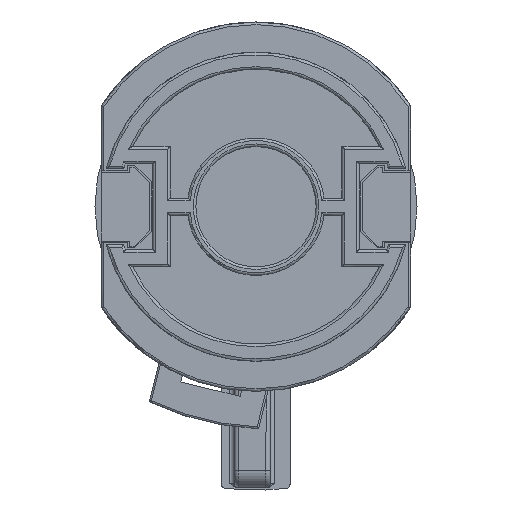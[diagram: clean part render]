
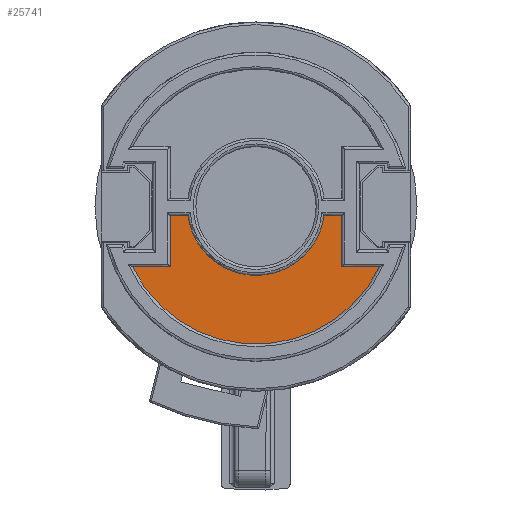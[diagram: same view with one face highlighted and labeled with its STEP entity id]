
A CAD part, front view. The second image highlights one B-rep face of the part: STEP entity #25741.
In plain terms, the highlighted face is planar.
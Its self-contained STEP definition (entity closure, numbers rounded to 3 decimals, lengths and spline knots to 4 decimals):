
#2771=LINE('',#93433,#4438);
#2775=LINE('',#93442,#4442);
#2777=LINE('',#93446,#4444);
#2797=LINE('',#93694,#4464);
#2799=LINE('',#93698,#4466);
#2802=LINE('',#93705,#4469);
#4438=VECTOR('',#34955,0.0812);
#4442=VECTOR('',#34965,0.0812);
#4444=VECTOR('',#34969,0.2362);
#4464=VECTOR('',#35059,0.2362);
#4466=VECTOR('',#35063,0.1727);
#4469=VECTOR('',#35072,0.1727);
#6584=FACE_OUTER_BOUND('',#8087,.T.);
#8087=EDGE_LOOP('',(#22532,#22533,#22534,#22535,#22536,#22537,#22538,#22539));
#9338=CIRCLE('',#28600,0.315);
#9345=CIRCLE('',#28640,0.6299);
#11671=VERTEX_POINT('',#93430);
#11672=VERTEX_POINT('',#93432);
#11673=VERTEX_POINT('',#93436);
#11674=VERTEX_POINT('',#93440);
#11675=VERTEX_POINT('',#93444);
#11692=VERTEX_POINT('',#93693);
#11693=VERTEX_POINT('',#93697);
#11694=VERTEX_POINT('',#93701);
#15288=EDGE_CURVE('',#11672,#11671,#2771,.T.);
#15291=EDGE_CURVE('',#11671,#11673,#9338,.T.);
#15293=EDGE_CURVE('',#11673,#11674,#2775,.T.);
#15295=EDGE_CURVE('',#11674,#11675,#2777,.T.);
#15337=EDGE_CURVE('',#11692,#11672,#2797,.T.);
#15339=EDGE_CURVE('',#11693,#11692,#2799,.T.);
#15341=EDGE_CURVE('',#11694,#11693,#9345,.T.);
#15343=EDGE_CURVE('',#11675,#11694,#2802,.T.);
#22532=ORIENTED_EDGE('',*,*,#15295,.T.);
#22533=ORIENTED_EDGE('',*,*,#15343,.T.);
#22534=ORIENTED_EDGE('',*,*,#15341,.T.);
#22535=ORIENTED_EDGE('',*,*,#15339,.T.);
#22536=ORIENTED_EDGE('',*,*,#15337,.T.);
#22537=ORIENTED_EDGE('',*,*,#15288,.T.);
#22538=ORIENTED_EDGE('',*,*,#15291,.T.);
#22539=ORIENTED_EDGE('',*,*,#15293,.T.);
#23997=PLANE('',#28659);
#25741=ADVANCED_FACE('',(#6584),#23997,.F.);
#28600=AXIS2_PLACEMENT_3D('',#93438,#34960,#34961);
#28640=AXIS2_PLACEMENT_3D('',#93702,#35067,#35068);
#28659=AXIS2_PLACEMENT_3D('',#93740,#35121,#35122);
#34955=DIRECTION('',(1.,0.,0.));
#34960=DIRECTION('center_axis',(0.,0.,1.));
#34961=DIRECTION('ref_axis',(-0.992,0.125,0.));
#34965=DIRECTION('',(1.,0.,0.));
#34969=DIRECTION('',(0.,-1.,0.));
#35059=DIRECTION('',(0.,1.,0.));
#35063=DIRECTION('',(1.,0.,0.));
#35067=DIRECTION('center_axis',(0.,0.,-1.));
#35068=DIRECTION('ref_axis',(0.899,-0.438,0.));
#35072=DIRECTION('',(1.,0.,0.));
#35121=DIRECTION('center_axis',(0.,0.,1.));
#35122=DIRECTION('ref_axis',(1.,0.,0.));
#93430=CARTESIAN_POINT('',(-0.3125,-0.0394,0.));
#93432=CARTESIAN_POINT('',(-0.3937,-0.0394,0.));
#93433=CARTESIAN_POINT('',(-0.3937,-0.0394,0.));
#93436=CARTESIAN_POINT('',(0.3125,-0.0394,0.));
#93438=CARTESIAN_POINT('Origin',(0.,0.,0.));
#93440=CARTESIAN_POINT('',(0.3937,-0.0394,0.));
#93442=CARTESIAN_POINT('',(0.3125,-0.0394,0.));
#93444=CARTESIAN_POINT('',(0.3937,-0.2756,0.));
#93446=CARTESIAN_POINT('',(0.3937,-0.0394,0.));
#93693=CARTESIAN_POINT('',(-0.3937,-0.2756,0.));
#93694=CARTESIAN_POINT('',(-0.3937,-0.2756,0.));
#93697=CARTESIAN_POINT('',(-0.5664,-0.2756,0.));
#93698=CARTESIAN_POINT('',(-0.5664,-0.2756,0.));
#93701=CARTESIAN_POINT('',(0.5664,-0.2756,0.));
#93702=CARTESIAN_POINT('Origin',(0.,0.,0.));
#93705=CARTESIAN_POINT('',(0.3937,-0.2756,0.));
#93740=CARTESIAN_POINT('Origin',(0.,0.,
0.));
